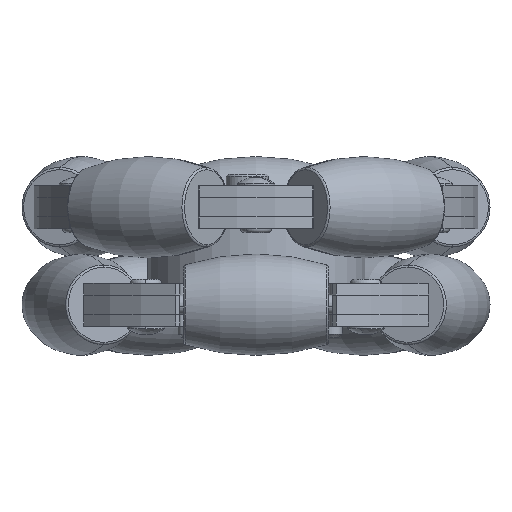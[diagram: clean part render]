
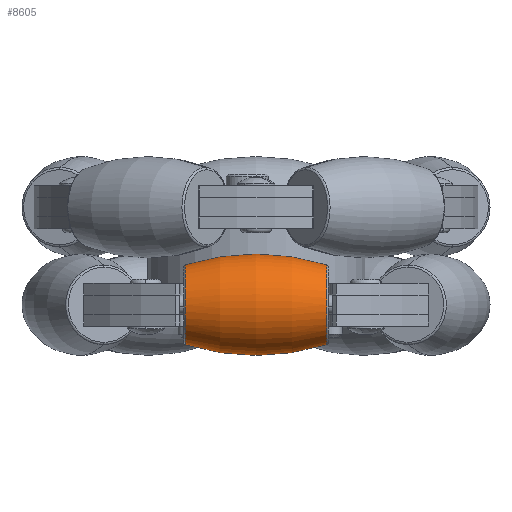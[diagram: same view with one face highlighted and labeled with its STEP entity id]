
A CAD part, front view. The second image highlights one B-rep face of the part: STEP entity #8605.
In plain terms, the highlighted toroidal (fillet/blend) face has major radius 23.5 mm and minor radius 30 mm.
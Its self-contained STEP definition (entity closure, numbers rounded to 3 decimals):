
#45 = VERTEX_POINT ( 'NONE', #8898 ) ;
#47 = EDGE_CURVE ( 'NONE', #1858, #1319, #7661, .T. ) ;
#191 = DIRECTION ( 'NONE',  ( 0., -1., 0. ) ) ;
#406 = DIRECTION ( 'NONE',  ( 0., 0., 1. ) ) ;
#711 = DIRECTION ( 'NONE',  ( 0., 0., 1. ) ) ;
#926 = CARTESIAN_POINT ( 'NONE',  ( 0., 23.5, 0. ) ) ;
#1319 = VERTEX_POINT ( 'NONE', #3666 ) ;
#1432 = DIRECTION ( 'NONE',  ( -1., 0., 0. ) ) ;
#1473 = EDGE_CURVE ( 'NONE', #45, #1319, #1727, .T. ) ;
#1512 = EDGE_CURVE ( 'NONE', #9629, #1858, #7049, .T. ) ;
#1724 = AXIS2_PLACEMENT_3D ( 'NONE', #926, #9823, #8790 ) ;
#1727 = CIRCLE ( 'NONE', #8709, 30. ) ;
#1737 = DIRECTION ( 'NONE',  ( 0., 1., 0. ) ) ;
#1858 = VERTEX_POINT ( 'NONE', #5432 ) ;
#2065 = EDGE_LOOP ( 'NONE', ( #8534, #3212, #8644, #4589 ) ) ;
#2224 = CARTESIAN_POINT ( 'NONE',  ( 0., 23.5, -23.5 ) ) ;
#2442 = CARTESIAN_POINT ( 'NONE',  ( 9.04, 23.5, 0. ) ) ;
#2694 = AXIS2_PLACEMENT_3D ( 'NONE', #2442, #1432, #406 ) ;
#3212 = ORIENTED_EDGE ( 'NONE', *, *, #1512, .T. ) ;
#3666 = CARTESIAN_POINT ( 'NONE',  ( -9.04, 23.5, 5.105 ) ) ;
#3798 = CARTESIAN_POINT ( 'NONE',  ( 9.04, 23.5, -5.105 ) ) ;
#3951 = EDGE_CURVE ( 'NONE', #45, #9629, #5660, .T. ) ;
#4023 = CARTESIAN_POINT ( 'NONE',  ( 0., 23.5, 23.5 ) ) ;
#4589 = ORIENTED_EDGE ( 'NONE', *, *, #1473, .F. ) ;
#4961 = AXIS2_PLACEMENT_3D ( 'NONE', #4023, #1737, #711 ) ;
#5432 = CARTESIAN_POINT ( 'NONE',  ( -9.04, 23.5, -5.105 ) ) ;
#5620 = FACE_OUTER_BOUND ( 'NONE', #2065, .T. ) ;
#5660 = CIRCLE ( 'NONE', #2694, 5.105 ) ;
#5796 = TOROIDAL_SURFACE ( 'NONE', #1724, -23.5, 30. ) ;
#5814 = DIRECTION ( 'NONE',  ( 0., 0., -1. ) ) ;
#6841 = DIRECTION ( 'NONE',  ( 1., 0., 0. ) ) ;
#7049 = CIRCLE ( 'NONE', #4961, 30. ) ;
#7661 = CIRCLE ( 'NONE', #8816, 5.105 ) ;
#7847 = CARTESIAN_POINT ( 'NONE',  ( -9.04, 23.5, 0. ) ) ;
#8534 = ORIENTED_EDGE ( 'NONE', *, *, #3951, .T. ) ;
#8605 = ADVANCED_FACE ( 'NONE', ( #5620 ), #5796, .T. ) ;
#8644 = ORIENTED_EDGE ( 'NONE', *, *, #47, .T. ) ;
#8709 = AXIS2_PLACEMENT_3D ( 'NONE', #2224, #191, #9074 ) ;
#8790 = DIRECTION ( 'NONE',  ( 0., 0., 1. ) ) ;
#8816 = AXIS2_PLACEMENT_3D ( 'NONE', #7847, #6841, #5814 ) ;
#8898 = CARTESIAN_POINT ( 'NONE',  ( 9.04, 23.5, 5.105 ) ) ;
#9074 = DIRECTION ( 'NONE',  ( 0., 0., -1. ) ) ;
#9629 = VERTEX_POINT ( 'NONE', #3798 ) ;
#9823 = DIRECTION ( 'NONE',  ( -1., 0., 0. ) ) ;
